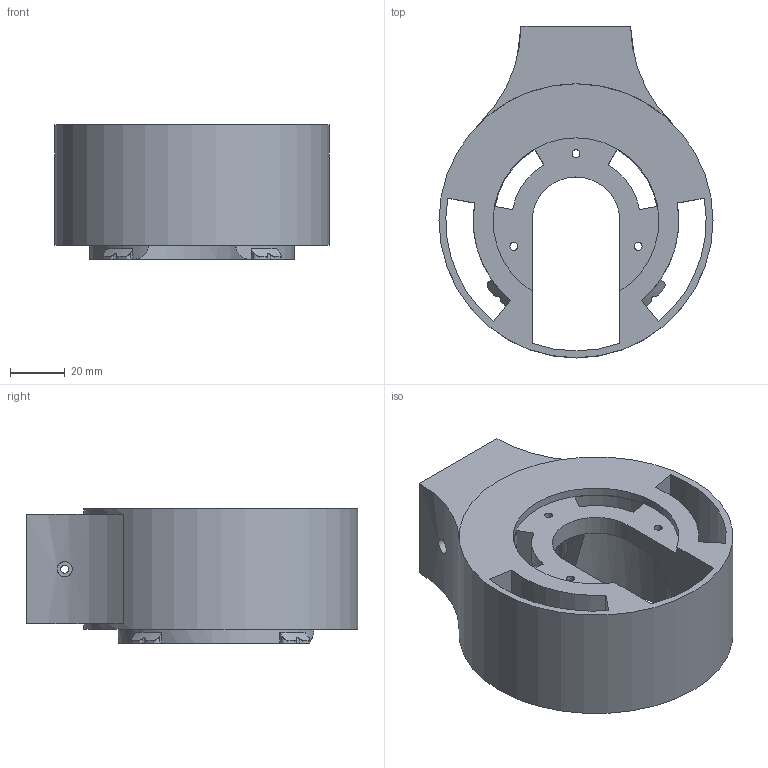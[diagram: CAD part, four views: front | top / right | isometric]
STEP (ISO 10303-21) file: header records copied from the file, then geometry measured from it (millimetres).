
FILE_DESCRIPTION(/* description */ (''),/* implementation_level */ '2;1');
FILE_NAME(/* name */ 'Cyclodial Drive Other Half.step',/* time_stamp */ '2025-09-14T20:38:18+08:00',/* author */ (''),/* organization */ (''),/* preprocessor_version */ 'ST-DEVELOPER v20.1',/* originating_system */ 'Autodesk Translation Framework v14.10.0.0',/* authorisation */ '');
FILE_SCHEMA (('AUTOMOTIVE_DESIGN { 1 0 10303 214 3 1 1 }'));
Length unit declared in the file: millimetre
Products named in the file (2): Cyclodial Drive v4.4; Stationary
Assembly tree (1 placements, depth 2):
  Cyclodial Drive v4.4
    Stationary
Bounding box: 100 x 121.08 x 49 mm (x, y, z)
Volume: 164607.9 mm3; surface area: 55730 mm2
Topology: 1 solids, 1 shells, 250 faces, 716 edges, 474 vertices
Faces by surface type: plane 103, bspline 72, cylinder 67, cone 8
Full cylindrical faces by diameter (mm): 2.9 x6, 5.5 x6, 100 x1
Entity records: 9316 total; most frequent: CARTESIAN_POINT 3151, ORIENTED_EDGE 1432, DIRECTION 1015, EDGE_CURVE 716, VERTEX_POINT 474, LINE 403, VECTOR 403, AXIS2_PLACEMENT_3D 306
